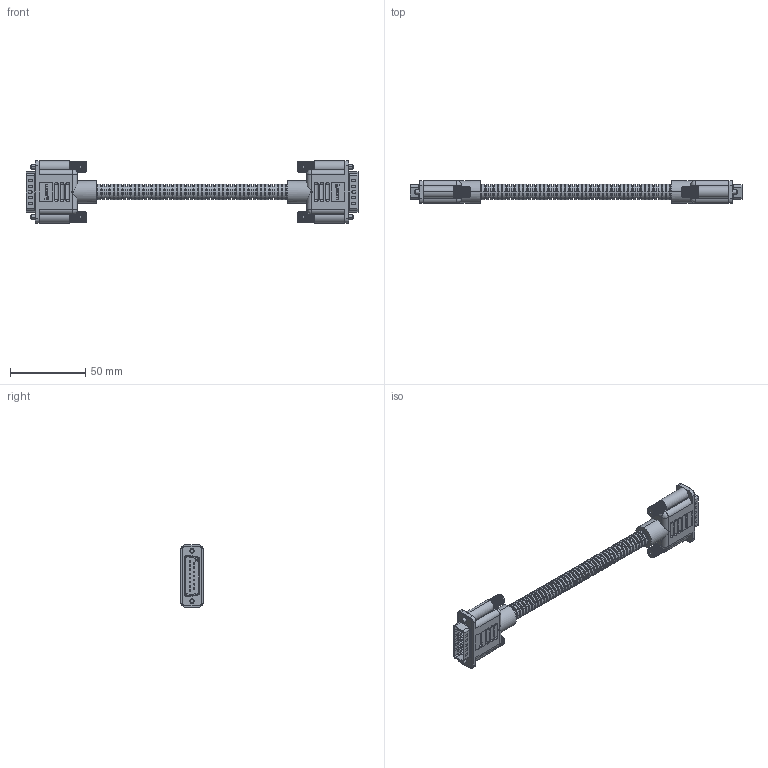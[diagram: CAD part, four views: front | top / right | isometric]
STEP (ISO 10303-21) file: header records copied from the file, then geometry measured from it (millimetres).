
FILE_DESCRIPTION (( 'STEP AP214' ), '1' );
FILE_NAME ('CSPL15MM.STEP', '2013-04-26T14:08:44', ( 'x' ), ( '' ), 'SwSTEP 2.0', 'SolidWorks 2012', '' );
FILE_SCHEMA (( 'AUTOMOTIVE_DESIGN' ));
Length unit declared in the file: inch
Products named in the file (9): 3AC13-003_.316" ID (8mm); 3AB01-171_MALE WITH LOGO; 1AY03-028___; SD15P; 1AJ06-026_with knurled head; MTN-364; MTN-770_CS2N15; 1AL08-111_6" square ends; CSPL15MM
Assembly tree (10 placements, depth 3):
  CSPL15MM
    1AL08-111_6" square ends
    3AB01-171_MALE WITH LOGO  x2
      MTN-770_CS2N15
      MTN-364
      1AJ06-026_with knurled head
      SD15P
      1AY03-028___
    3AC13-003_.316" ID (8mm)
Bounding box: 220.73 x 15 x 41.35 mm (x, y, z)
Volume: 50447.4 mm3; surface area: 50042 mm2
Topology: 14 solids, 14 shells, 3538 faces, 8720 edges, 5288 vertices
Faces by surface type: cylinder 1350, plane 1062, cone 540, bspline 402, sphere 116, torus 68
Entity records: 79530 total; most frequent: CARTESIAN_POINT 28198, DIRECTION 9613, ORIENTED_EDGE 9572, EDGE_CURVE 4786, AXIS2_PLACEMENT_3D 3638, VERTEX_POINT 2787, LINE 2337, VECTOR 2337
